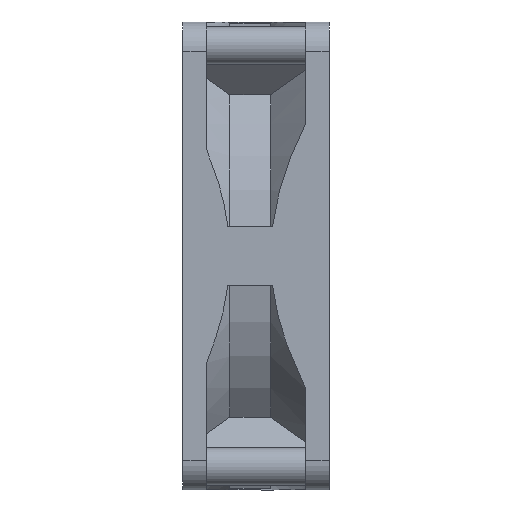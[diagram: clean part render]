
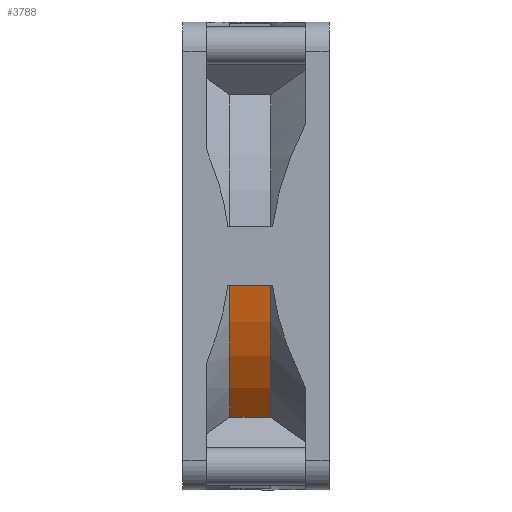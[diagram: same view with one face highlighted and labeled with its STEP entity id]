
A CAD part, left-side view. The second image highlights one B-rep face of the part: STEP entity #3788.
In plain terms, the highlighted cylindrical face has radius 40 mm (diameter 80 mm), a partial arc.
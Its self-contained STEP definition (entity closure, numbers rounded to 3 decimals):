
#214 = ORIENTED_EDGE ( 'NONE', *, *, #9784, .T. ) ;
#973 = DIRECTION ( 'NONE',  ( 0., 1., 0. ) ) ;
#2375 = CARTESIAN_POINT ( 'NONE',  ( 0., 0., 0. ) ) ;
#3788 = ADVANCED_FACE ( 'NONE', ( #25433 ), #11921, .T. ) ;
#4167 = DIRECTION ( 'NONE',  ( 0., -1., 0. ) ) ;
#5368 = AXIS2_PLACEMENT_3D ( 'NONE', #2375, #18134, #17874 ) ;
#6429 = CARTESIAN_POINT ( 'NONE',  ( 0., -2.5, 0. ) ) ;
#6483 = VERTEX_POINT ( 'NONE', #21184 ) ;
#6904 = ORIENTED_EDGE ( 'NONE', *, *, #8596, .F. ) ;
#7953 = VERTEX_POINT ( 'NONE', #21586 ) ;
#8062 = LINE ( 'NONE', #12784, #15160 ) ;
#8534 = ORIENTED_EDGE ( 'NONE', *, *, #24250, .F. ) ;
#8596 = EDGE_CURVE ( 'NONE', #13584, #6483, #12151, .T. ) ;
#9310 = EDGE_LOOP ( 'NONE', ( #12307, #6904, #214, #8534 ) ) ;
#9784 = EDGE_CURVE ( 'NONE', #13584, #7953, #23182, .T. ) ;
#11921 = CYLINDRICAL_SURFACE ( 'NONE', #5368, 40. ) ;
#12151 = LINE ( 'NONE', #13991, #17640 ) ;
#12307 = ORIENTED_EDGE ( 'NONE', *, *, #15387, .F. ) ;
#12784 = CARTESIAN_POINT ( 'NONE',  ( -28.983, -12.502, -27.568 ) ) ;
#13584 = VERTEX_POINT ( 'NONE', #15601 ) ;
#13898 = AXIS2_PLACEMENT_3D ( 'NONE', #6429, #15981, #18215 ) ;
#13991 = CARTESIAN_POINT ( 'NONE',  ( -39.686, 0., -5. ) ) ;
#15160 = VECTOR ( 'NONE', #973, 1000. ) ;
#15387 = EDGE_CURVE ( 'NONE', #6483, #19717, #17244, .T. ) ;
#15433 = CARTESIAN_POINT ( 'NONE',  ( -28.983, -2.5, -27.568 ) ) ;
#15601 = CARTESIAN_POINT ( 'NONE',  ( -39.686, 4.5, -5. ) ) ;
#15981 = DIRECTION ( 'NONE',  ( 0., -1., 0. ) ) ;
#17244 = CIRCLE ( 'NONE', #13898, 40. ) ;
#17640 = VECTOR ( 'NONE', #4167, 1000. ) ;
#17874 = DIRECTION ( 'NONE',  ( 1., 0., 0. ) ) ;
#18134 = DIRECTION ( 'NONE',  ( 0., -1., 0. ) ) ;
#18215 = DIRECTION ( 'NONE',  ( 1., 0., 0. ) ) ;
#19133 = DIRECTION ( 'NONE',  ( 1., 0., 0. ) ) ;
#19717 = VERTEX_POINT ( 'NONE', #15433 ) ;
#19775 = AXIS2_PLACEMENT_3D ( 'NONE', #21264, #21023, #19133 ) ;
#21023 = DIRECTION ( 'NONE',  ( 0., -1., 0. ) ) ;
#21184 = CARTESIAN_POINT ( 'NONE',  ( -39.686, -2.5, -5. ) ) ;
#21264 = CARTESIAN_POINT ( 'NONE',  ( 0., 4.5, 0. ) ) ;
#21586 = CARTESIAN_POINT ( 'NONE',  ( -28.983, 4.5, -27.568 ) ) ;
#23182 = CIRCLE ( 'NONE', #19775, 40. ) ;
#24250 = EDGE_CURVE ( 'NONE', #19717, #7953, #8062, .T. ) ;
#25433 = FACE_OUTER_BOUND ( 'NONE', #9310, .T. ) ;
